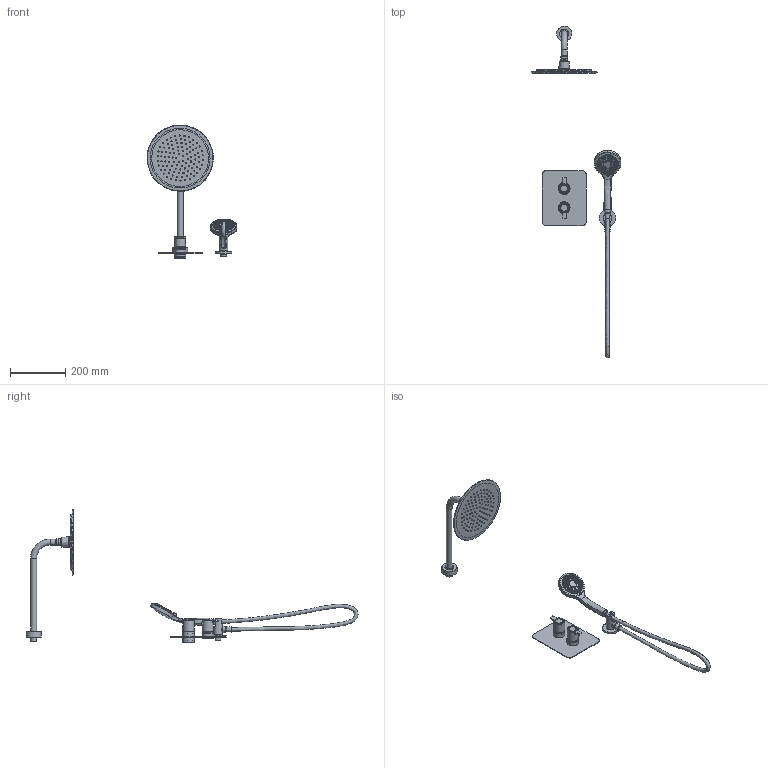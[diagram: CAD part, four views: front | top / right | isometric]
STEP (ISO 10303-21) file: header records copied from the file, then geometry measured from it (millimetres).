
FILE_DESCRIPTION (( 'STEP AP203' ), '1' );
FILE_NAME ('94DP02547.STEP', '2020-06-19T10:29:18', ( '' ), ( '' ), 'SwSTEP 2.0', 'SolidWorks 2018', '' );
FILE_SCHEMA (( 'CONFIG_CONTROL_DESIGN' ));
Length unit declared in the file: millimetre
Products named in the file (1): 94DP02547
Bounding box: 325.77 x 1201.8 x 484.89 mm (x, y, z)
Volume: 1135328.4 mm3; surface area: 363308.1 mm2
Topology: 17 solids, 17 shells, 1111 faces, 2230 edges, 1488 vertices
Faces by surface type: plane 414, cylinder 296, torus 206, cone 143, bspline 47, sphere 5
Full cylindrical faces by diameter (mm): 1 x105, 2 x9, 3.1 x2, 3.3 x1, 4 x69, 4.15 x1, 4.65 x1, 6.2 x2, 9.8 x1, 10.5 x2, 12.8 x1, 13.4 x2, 14 x2, 15 x1, 18 x3, 18.1 x2, 18.5 x2, 18.6 x1, 18.632 x2, 18.7 x1, 20.6 x1, 21 x5, 22 x2, 22.7 x1, 23.3 x1, 24 x1, 25.6 x2, 28 x1, 28.6 x2, 31 x2
Entity records: 33446 total; most frequent: CARTESIAN_POINT 14062, DIRECTION 4255, ORIENTED_EDGE 2684, AXIS2_PLACEMENT_3D 2065, EDGE_LOOP 2050, FACE_OUTER_BOUND 1557, EDGE_CURVE 1342, VERTEX_POINT 1190
